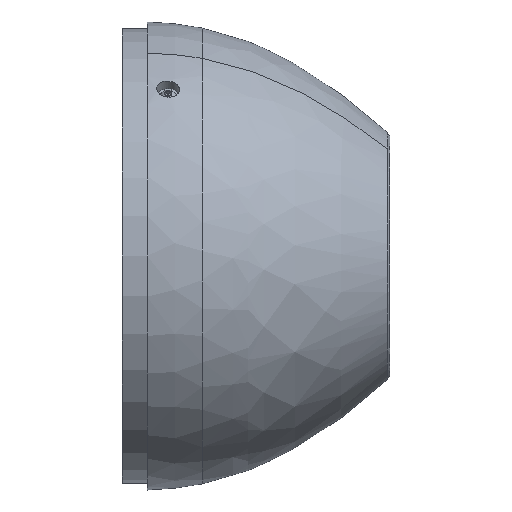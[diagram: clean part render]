
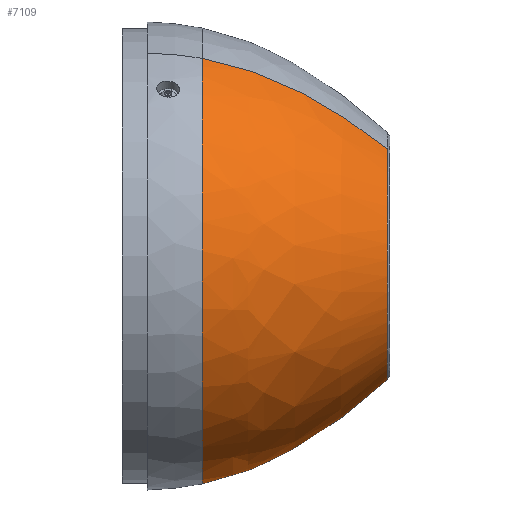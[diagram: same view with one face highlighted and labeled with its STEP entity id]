
A CAD part, left-side view. The second image highlights one B-rep face of the part: STEP entity #7109.
In plain terms, the highlighted free-form (B-spline) face has degree [2, 2] with [3, 11] control points.
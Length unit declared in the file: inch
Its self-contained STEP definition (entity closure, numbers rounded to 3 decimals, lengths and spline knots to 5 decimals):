
#1514=FACE_OUTER_BOUND('',#1912,.T.);
#1912=EDGE_LOOP('',(#4610,#4611,#4612,#4613));
#2347=B_SPLINE_CURVE_WITH_KNOTS('',2,(#9914,#9915,#9916),.UNSPECIFIED.,
 .F.,.F.,(3,3),(-0.72918,-0.10233),.UNSPECIFIED.);
#2348=B_SPLINE_CURVE_WITH_KNOTS('',3,(#9918,#9919,#9920,#9921,#9922,#9923,
#9924,#9925,#9926,#9927,#9928,#9929,#9930,#9931,#9932,#9933,#9934,#9935,
#9936,#9937),.UNSPECIFIED.,.F.,.F.,(4,2,2,2,2,2,2,2,2,4),(-27.74222,
-26.86569,-23.88061,-20.89554,-17.91046,
-14.92538,-11.94031,-8.95523,-5.97015,
-3.66032),.UNSPECIFIED.);
#2349=B_SPLINE_CURVE_WITH_KNOTS('',2,(#9939,#9940,#9941),.UNSPECIFIED.,
 .F.,.F.,(3,3),(-0.72918,-0.10233),.UNSPECIFIED.);
#2350=B_SPLINE_CURVE_WITH_KNOTS('',3,(#9942,#9943,#9944,#9945,#9946,#9947,
#9948,#9949,#9950,#9951,#9952,#9953,#9954),.UNSPECIFIED.,.F.,.F.,(4,1,1,
1,1,1,1,1,1,1,4),(2.25513,2.86391,3.47272,4.08154,
5.29917,7.73443,8.95206,10.16969,11.38732,
13.21377,15.04022),.UNSPECIFIED.);
#2667=VERTEX_POINT('',#9912);
#2668=VERTEX_POINT('',#9913);
#2669=VERTEX_POINT('',#9917);
#2670=VERTEX_POINT('',#9938);
#3441=EDGE_CURVE('',#2667,#2668,#2347,.T.);
#3442=EDGE_CURVE('',#2669,#2667,#2348,.T.);
#3443=EDGE_CURVE('',#2669,#2670,#2349,.T.);
#3444=EDGE_CURVE('',#2668,#2670,#2350,.T.);
#4610=ORIENTED_EDGE('',*,*,#3441,.F.);
#4611=ORIENTED_EDGE('',*,*,#3442,.F.);
#4612=ORIENTED_EDGE('',*,*,#3443,.T.);
#4613=ORIENTED_EDGE('',*,*,#3444,.F.);
#6948=(
BOUNDED_SURFACE()
B_SPLINE_SURFACE(2,2,((#9879,#9880,#9881,#9882,#9883,#9884,#9885,#9886,
#9887,#9888,#9889),(#9890,#9891,#9892,#9893,#9894,#9895,#9896,#9897,#9898,
#9899,#9900),(#9901,#9902,#9903,#9904,#9905,#9906,#9907,#9908,#9909,#9910,
#9911)),.UNSPECIFIED.,.F.,.T.,.F.)
B_SPLINE_SURFACE_WITH_KNOTS((3,3),(3,2,2,2,2,3),(0.06838,0.91531),
(-0.00002,0.,1.5708,3.14159,4.71239,
6.28317),.UNSPECIFIED.)
GEOMETRIC_REPRESENTATION_ITEM()
RATIONAL_B_SPLINE_SURFACE(((1.,1.,1.,0.707,
1.,0.707,1.,0.707,1.,0.707,1.),
(1.,1.,1.,0.707,1.,0.707,
1.,0.707,1.,0.707,1.),(1.,
1.,1.,0.707,1.,0.707,1.,0.707,
1.,0.707,1.)))
REPRESENTATION_ITEM('')
SURFACE()
);
#7109=ADVANCED_FACE('',(#1514),#6948,.T.);
#9879=CARTESIAN_POINT('Ctrl Pts',(1.80002,-1.7,1.503));
#9880=CARTESIAN_POINT('Ctrl Pts',(1.80001,-1.7,1.503));
#9881=CARTESIAN_POINT('Ctrl Pts',(1.8,-1.7,1.503));
#9882=CARTESIAN_POINT('Ctrl Pts',(0.297,-1.7,1.503));
#9883=CARTESIAN_POINT('Ctrl Pts',(0.297,-1.7,0.));
#9884=CARTESIAN_POINT('Ctrl Pts',(0.297,-1.7,-1.503));
#9885=CARTESIAN_POINT('Ctrl Pts',(1.8,-1.7,-1.503));
#9886=CARTESIAN_POINT('Ctrl Pts',(3.303,-1.7,-1.503));
#9887=CARTESIAN_POINT('Ctrl Pts',(3.303,-1.7,0.));
#9888=CARTESIAN_POINT('Ctrl Pts',(3.303,-1.7,1.50298));
#9889=CARTESIAN_POINT('Ctrl Pts',(1.80002,-1.7,1.503));
#9890=CARTESIAN_POINT('Ctrl Pts',(1.80004,-0.05,
3.08502));
#9891=CARTESIAN_POINT('Ctrl Pts',(1.80002,-0.05,
3.08502));
#9892=CARTESIAN_POINT('Ctrl Pts',(1.8,-0.05,3.08502));
#9893=CARTESIAN_POINT('Ctrl Pts',(-1.28502,-0.05,
3.08502));
#9894=CARTESIAN_POINT('Ctrl Pts',(-1.28502,-0.05,
0.));
#9895=CARTESIAN_POINT('Ctrl Pts',(-1.28502,-0.05,
-3.08502));
#9896=CARTESIAN_POINT('Ctrl Pts',(1.8,-0.05,-3.08502));
#9897=CARTESIAN_POINT('Ctrl Pts',(4.88502,-0.05,
-3.08502));
#9898=CARTESIAN_POINT('Ctrl Pts',(4.88502,-0.05,
0.));
#9899=CARTESIAN_POINT('Ctrl Pts',(4.88502,-0.05,
3.08498));
#9900=CARTESIAN_POINT('Ctrl Pts',(1.80004,-0.05,
3.08502));
#9901=CARTESIAN_POINT('Ctrl Pts',(1.80004,1.6,3.08472));
#9902=CARTESIAN_POINT('Ctrl Pts',(1.80002,1.6,3.08472));
#9903=CARTESIAN_POINT('Ctrl Pts',(1.8,1.6,3.08472));
#9904=CARTESIAN_POINT('Ctrl Pts',(-1.28472,1.6,3.08472));
#9905=CARTESIAN_POINT('Ctrl Pts',(-1.28472,1.6,0.));
#9906=CARTESIAN_POINT('Ctrl Pts',(-1.28472,1.6,-3.08472));
#9907=CARTESIAN_POINT('Ctrl Pts',(1.8,1.6,-3.08472));
#9908=CARTESIAN_POINT('Ctrl Pts',(4.88472,1.6,-3.08472));
#9909=CARTESIAN_POINT('Ctrl Pts',(4.88472,1.6,0.));
#9910=CARTESIAN_POINT('Ctrl Pts',(4.88472,1.6,3.08468));
#9911=CARTESIAN_POINT('Ctrl Pts',(1.80004,1.6,3.08472));
#9912=CARTESIAN_POINT('',(1.8,0.87477,3.00843));
#9913=CARTESIAN_POINT('',(1.8,-1.56772,1.62729));
#9914=CARTESIAN_POINT('Ctrl Pts',(1.8,0.87477,3.00843));
#9915=CARTESIAN_POINT('Ctrl Pts',(1.8,-0.34648,2.75127));
#9916=CARTESIAN_POINT('Ctrl Pts',(1.8,-1.56772,1.62729));
#9917=CARTESIAN_POINT('',(1.8,0.87477,-3.00843));
#9918=CARTESIAN_POINT('Ctrl Pts',(1.8,0.87477,-3.00843));
#9919=CARTESIAN_POINT('Ctrl Pts',(1.68542,0.87477,-3.00843));
#9920=CARTESIAN_POINT('Ctrl Pts',(1.57071,0.87477,-3.00189));
#9921=CARTESIAN_POINT('Ctrl Pts',(1.06725,0.87477,-2.94401));
#9922=CARTESIAN_POINT('Ctrl Pts',(0.69053,0.87477,-2.82369));
#9923=CARTESIAN_POINT('Ctrl Pts',(0.00442,0.87477,
-2.44541));
#9924=CARTESIAN_POINT('Ctrl Pts',(-0.29841,0.87477,-2.19107));
#9925=CARTESIAN_POINT('Ctrl Pts',(-0.78954,0.87477,-1.58063));
#9926=CARTESIAN_POINT('Ctrl Pts',(-0.97315,0.87477,
-1.23036));
#9927=CARTESIAN_POINT('Ctrl Pts',(-1.19575,0.87477,-0.47916));
#9928=CARTESIAN_POINT('Ctrl Pts',(-1.23263,0.87477,-0.08542));
#9929=CARTESIAN_POINT('Ctrl Pts',(-1.15337,0.87477,0.69405));
#9930=CARTESIAN_POINT('Ctrl Pts',(-1.038,0.87477,1.07232));
#9931=CARTESIAN_POINT('Ctrl Pts',(-0.66876,0.87477,
1.76334));
#9932=CARTESIAN_POINT('Ctrl Pts',(-0.41842,0.87477,
2.06948));
#9933=CARTESIAN_POINT('Ctrl Pts',(0.18553,0.87477,2.56858));
#9934=CARTESIAN_POINT('Ctrl Pts',(0.53336,0.87477,2.75676));
#9935=CARTESIAN_POINT('Ctrl Pts',(1.19694,0.87477,2.96292));
#9936=CARTESIAN_POINT('Ctrl Pts',(1.49787,0.87477,3.00843));
#9937=CARTESIAN_POINT('Ctrl Pts',(1.8,0.87477,3.00843));
#9938=CARTESIAN_POINT('',(1.8,-1.56772,-1.62729));
#9939=CARTESIAN_POINT('Ctrl Pts',(1.8,0.87477,-3.00843));
#9940=CARTESIAN_POINT('Ctrl Pts',(1.8,-0.34648,-2.75127));
#9941=CARTESIAN_POINT('Ctrl Pts',(1.8,-1.56772,-1.62729));
#9942=CARTESIAN_POINT('Ctrl Pts',(1.80002,-1.56772,1.62724));
#9943=CARTESIAN_POINT('Ctrl Pts',(1.71889,-1.56772,1.62739));
#9944=CARTESIAN_POINT('Ctrl Pts',(1.55662,-1.56772,1.61557));
#9945=CARTESIAN_POINT('Ctrl Pts',(1.31847,-1.56772,1.56063));
#9946=CARTESIAN_POINT('Ctrl Pts',(1.01589,-1.56772,1.44188));
#9947=CARTESIAN_POINT('Ctrl Pts',(0.53967,-1.56772,1.11901));
#9948=CARTESIAN_POINT('Ctrl Pts',(0.20098,-1.56772,0.53183));
#9949=CARTESIAN_POINT('Ctrl Pts',(0.15316,-1.56772,-0.12367));
#9950=CARTESIAN_POINT('Ctrl Pts',(0.26234,-1.56772,-0.60332));
#9951=CARTESIAN_POINT('Ctrl Pts',(0.54955,-1.56772,-1.10112));
#9952=CARTESIAN_POINT('Ctrl Pts',(1.06967,-1.56772,-1.51634));
#9953=CARTESIAN_POINT('Ctrl Pts',(1.55657,-1.56772,-1.62729));
#9954=CARTESIAN_POINT('Ctrl Pts',(1.8,-1.56772,-1.62729));
